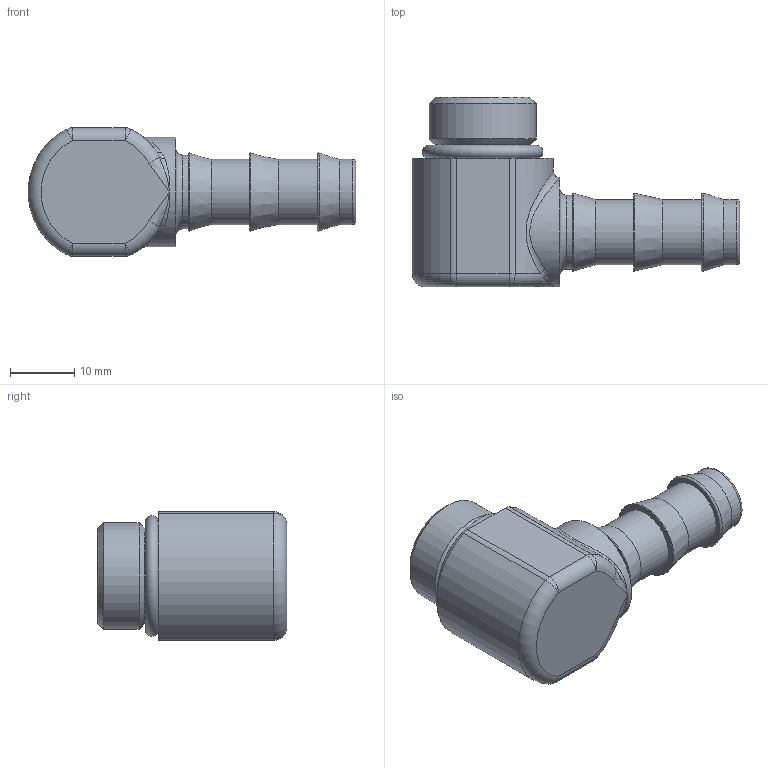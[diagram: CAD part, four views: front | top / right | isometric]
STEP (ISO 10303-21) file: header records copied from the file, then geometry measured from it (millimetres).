
FILE_DESCRIPTION(/* description */ (''),/* implementation_level */ '2;1');
FILE_NAME(/* name */ 'MKW 10 T90.stp',/* time_stamp */ '2023-04-25T10:47:38+02:00',/* author */ ('meier'),/* organization */ (''),/* preprocessor_version */ 'ST-DEVELOPER v18.1',/* originating_system */ 'Autodesk Inventor 2022',/* authorisation */ '0 mm^3');
FILE_SCHEMA (('AUTOMOTIVE_DESIGN { 1 0 10303 214 3 1 1 }'));
Length unit declared in the file: millimetre
Products named in the file (1): LUE_00033197
Bounding box: 50.96 x 29.5 x 20 mm (x, y, z)
Volume: 9377.9 mm3; surface area: 5359 mm2
Topology: 1 solids, 1 shells, 57 faces, 127 edges, 72 vertices
Faces by surface type: cylinder 18, plane 11, torus 10, cone 7, bspline 7, sphere 4
Full cylindrical faces by diameter (mm): 7 x1, 9 x1, 10.15 x3, 11.5 x1, 14.85 x2, 16.66 x1, 17 x1
Entity records: 2039 total; most frequent: CARTESIAN_POINT 678, DIRECTION 286, ORIENTED_EDGE 244, AXIS2_PLACEMENT_3D 128, EDGE_CURVE 122, CIRCLE 77, VERTEX_POINT 72, EDGE_LOOP 65
